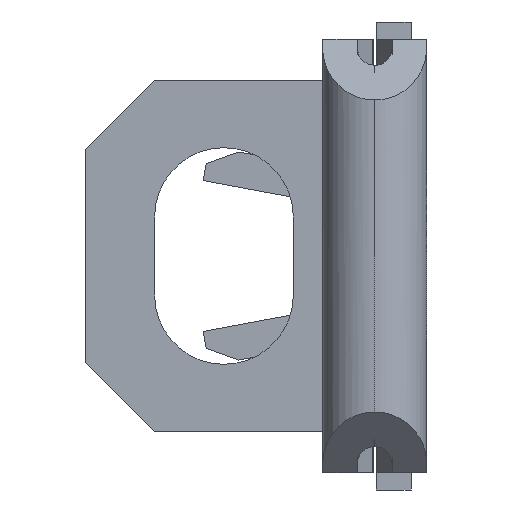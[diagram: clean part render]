
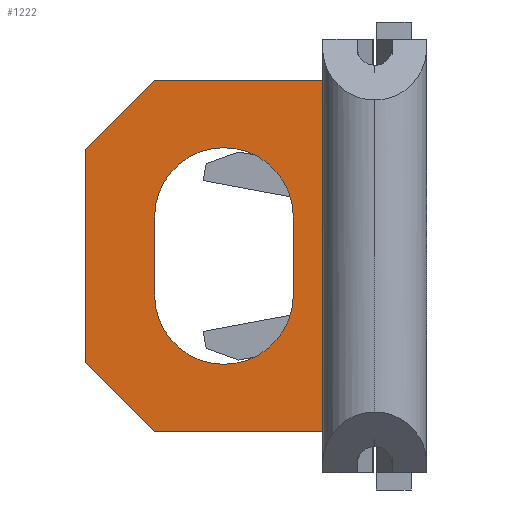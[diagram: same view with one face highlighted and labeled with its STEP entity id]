
A CAD part, left-side view. The second image highlights one B-rep face of the part: STEP entity #1222.
In plain terms, the highlighted planar face has unit normal (-1, 0, 0).
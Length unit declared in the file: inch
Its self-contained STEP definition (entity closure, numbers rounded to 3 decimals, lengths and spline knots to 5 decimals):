
#5 = DIRECTION ( 'NONE',  ( 0., 1., 0. ) ) ;
#75 = CARTESIAN_POINT ( 'NONE',  ( 0.72, 0.047, 0.0225 ) ) ;
#102 = LINE ( 'NONE', #3537, #1075 ) ;
#106 = ORIENTED_EDGE ( 'NONE', *, *, #2259, .T. ) ;
#133 = VECTOR ( 'NONE', #271, 39.37008 ) ;
#147 = CARTESIAN_POINT ( 'NONE',  ( 0.72, 0.087, -0.0225 ) ) ;
#159 = CARTESIAN_POINT ( 'NONE',  ( 0.72, 0.026, 0.1015 ) ) ;
#205 = LINE ( 'NONE', #4110, #2220 ) ;
#271 = DIRECTION ( 'NONE',  ( 0., 0., -1. ) ) ;
#304 = VECTOR ( 'NONE', #1857, 39.37008 ) ;
#375 = ORIENTED_EDGE ( 'NONE', *, *, #2691, .T. ) ;
#411 = ORIENTED_EDGE ( 'NONE', *, *, #4625, .T. ) ;
#453 = ORIENTED_EDGE ( 'NONE', *, *, #4887, .T. ) ;
#498 = CARTESIAN_POINT ( 'NONE',  ( 0.72, 0.167, 0.0615 ) ) ;
#558 = DIRECTION ( 'NONE',  ( 0., 1., 0. ) ) ;
#582 = EDGE_LOOP ( 'NONE', ( #375, #411, #4705, #2651, #4922, #453 ) ) ;
#712 = VERTEX_POINT ( 'NONE', #941 ) ;
#777 = VECTOR ( 'NONE', #5, 39.37008 ) ;
#799 = VERTEX_POINT ( 'NONE', #4245 ) ;
#807 = VERTEX_POINT ( 'NONE', #1493 ) ;
#908 = CARTESIAN_POINT ( 'NONE',  ( 0.72, 0.047, -0.0225 ) ) ;
#925 = PLANE ( 'NONE',  #1844 ) ;
#941 = CARTESIAN_POINT ( 'NONE',  ( 0.72, 0.127, 0.0225 ) ) ;
#1041 = ORIENTED_EDGE ( 'NONE', *, *, #2423, .T. ) ;
#1054 = EDGE_CURVE ( 'NONE', #799, #807, #3229, .T. ) ;
#1075 = VECTOR ( 'NONE', #1972, 39.37008 ) ;
#1114 = CIRCLE ( 'NONE', #2064, 0.04 ) ;
#1142 = EDGE_CURVE ( 'NONE', #4283, #807, #4846, .T. ) ;
#1185 = FACE_OUTER_BOUND ( 'NONE', #582, .T. ) ;
#1220 = CARTESIAN_POINT ( 'NONE',  ( 0.72, 0.087, 0.0225 ) ) ;
#1222 = ADVANCED_FACE ( 'NONE', ( #2364, #1185 ), #925, .F. ) ;
#1493 = CARTESIAN_POINT ( 'NONE',  ( 0.72, 0.026, -0.1015 ) ) ;
#1553 = EDGE_LOOP ( 'NONE', ( #5092, #106, #1041, #3209 ) ) ;
#1568 = VECTOR ( 'NONE', #1737, 39.37008 ) ;
#1628 = DIRECTION ( 'NONE',  ( 0., -1., 0. ) ) ;
#1716 = VERTEX_POINT ( 'NONE', #2584 ) ;
#1732 = VERTEX_POINT ( 'NONE', #3771 ) ;
#1737 = DIRECTION ( 'NONE',  ( 0., 0., -1. ) ) ;
#1844 = AXIS2_PLACEMENT_3D ( 'NONE', #4523, #2145, #4923 ) ;
#1857 = DIRECTION ( 'NONE',  ( 0., 0., 1. ) ) ;
#1972 = DIRECTION ( 'NONE',  ( 0., 0.707, -0.707 ) ) ;
#2064 = AXIS2_PLACEMENT_3D ( 'NONE', #1220, #3993, #1628 ) ;
#2104 = EDGE_CURVE ( 'NONE', #4283, #1716, #5037, .T. ) ;
#2145 = DIRECTION ( 'NONE',  ( 1., 0., 0. ) ) ;
#2151 = CIRCLE ( 'NONE', #3855, 0.04 ) ;
#2162 = VERTEX_POINT ( 'NONE', #3625 ) ;
#2220 = VECTOR ( 'NONE', #4514, 39.37008 ) ;
#2243 = VERTEX_POINT ( 'NONE', #75 ) ;
#2259 = EDGE_CURVE ( 'NONE', #712, #2243, #1114, .T. ) ;
#2285 = LINE ( 'NONE', #3081, #133 ) ;
#2320 = VECTOR ( 'NONE', #3047, 39.37008 ) ;
#2364 = FACE_BOUND ( 'NONE', #1553, .T. ) ;
#2404 = VERTEX_POINT ( 'NONE', #498 ) ;
#2423 = EDGE_CURVE ( 'NONE', #2243, #3069, #205, .T. ) ;
#2448 = CARTESIAN_POINT ( 'NONE',  ( 0.72, 0.167, -0.1015 ) ) ;
#2503 = CARTESIAN_POINT ( 'NONE',  ( 0.72, 0.026, 0.155 ) ) ;
#2584 = CARTESIAN_POINT ( 'NONE',  ( 0.72, 0.127, 0.1015 ) ) ;
#2641 = CARTESIAN_POINT ( 'NONE',  ( 0.72, 0.167, -0.0615 ) ) ;
#2651 = ORIENTED_EDGE ( 'NONE', *, *, #1142, .F. ) ;
#2691 = EDGE_CURVE ( 'NONE', #2404, #1732, #2285, .T. ) ;
#2705 = LINE ( 'NONE', #3412, #304 ) ;
#2862 = DIRECTION ( 'NONE',  ( 0., -1., 0. ) ) ;
#2959 = DIRECTION ( 'NONE',  ( 1., 0., 0. ) ) ;
#3047 = DIRECTION ( 'NONE',  ( 0., -0.707, -0.707 ) ) ;
#3069 = VERTEX_POINT ( 'NONE', #908 ) ;
#3081 = CARTESIAN_POINT ( 'NONE',  ( 0.72, 0.167, 0.155 ) ) ;
#3129 = EDGE_CURVE ( 'NONE', #3069, #2162, #2151, .T. ) ;
#3209 = ORIENTED_EDGE ( 'NONE', *, *, #3129, .T. ) ;
#3220 = CARTESIAN_POINT ( 'NONE',  ( 0.72, 0.167, 0.1015 ) ) ;
#3229 = LINE ( 'NONE', #2448, #4166 ) ;
#3412 = CARTESIAN_POINT ( 'NONE',  ( 0.72, 0.127, 0.0225 ) ) ;
#3537 = CARTESIAN_POINT ( 'NONE',  ( 0.72, 0.127, 0.1015 ) ) ;
#3625 = CARTESIAN_POINT ( 'NONE',  ( 0.72, 0.127, -0.0225 ) ) ;
#3771 = CARTESIAN_POINT ( 'NONE',  ( 0.72, 0.167, -0.0615 ) ) ;
#3855 = AXIS2_PLACEMENT_3D ( 'NONE', #147, #2959, #558 ) ;
#3993 = DIRECTION ( 'NONE',  ( 1., 0., 0. ) ) ;
#4110 = CARTESIAN_POINT ( 'NONE',  ( 0.72, 0.047, 0.0225 ) ) ;
#4166 = VECTOR ( 'NONE', #2862, 39.37008 ) ;
#4245 = CARTESIAN_POINT ( 'NONE',  ( 0.72, 0.127, -0.1015 ) ) ;
#4283 = VERTEX_POINT ( 'NONE', #159 ) ;
#4428 = LINE ( 'NONE', #2641, #2320 ) ;
#4514 = DIRECTION ( 'NONE',  ( 0., 0., -1. ) ) ;
#4523 = CARTESIAN_POINT ( 'NONE',  ( 0.72, 0.167, 0.155 ) ) ;
#4620 = EDGE_CURVE ( 'NONE', #2162, #712, #2705, .T. ) ;
#4625 = EDGE_CURVE ( 'NONE', #1732, #799, #4428, .T. ) ;
#4705 = ORIENTED_EDGE ( 'NONE', *, *, #1054, .T. ) ;
#4846 = LINE ( 'NONE', #2503, #1568 ) ;
#4887 = EDGE_CURVE ( 'NONE', #1716, #2404, #102, .T. ) ;
#4922 = ORIENTED_EDGE ( 'NONE', *, *, #2104, .T. ) ;
#4923 = DIRECTION ( 'NONE',  ( 0., 0., -1. ) ) ;
#5037 = LINE ( 'NONE', #3220, #777 ) ;
#5092 = ORIENTED_EDGE ( 'NONE', *, *, #4620, .T. ) ;
